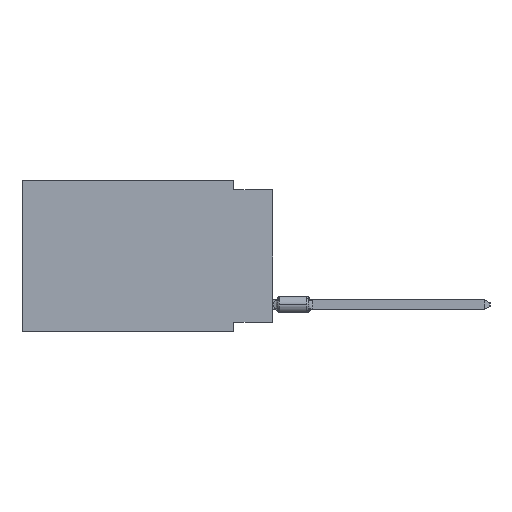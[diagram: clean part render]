
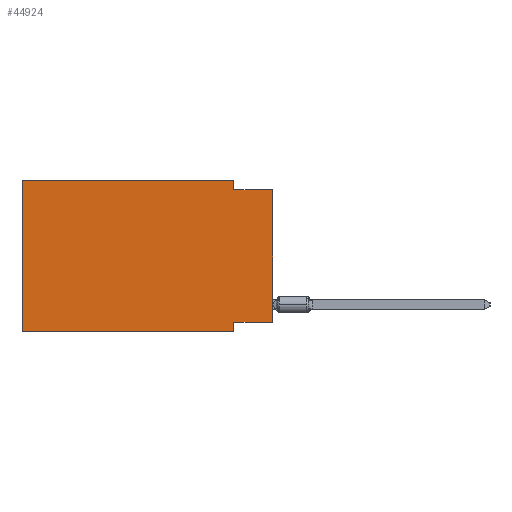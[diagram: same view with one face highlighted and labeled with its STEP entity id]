
A CAD part, left-side view. The second image highlights one B-rep face of the part: STEP entity #44924.
In plain terms, the highlighted planar face has unit normal (-1, 0, 0).
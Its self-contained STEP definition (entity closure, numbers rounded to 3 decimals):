
#130 = DIRECTION ( 'NONE',  ( 0., 0., 1. ) ) ;
#634 = DIRECTION ( 'NONE',  ( 0., 0., -1. ) ) ;
#870 = VERTEX_POINT ( 'NONE', #51254 ) ;
#1383 = ORIENTED_EDGE ( 'NONE', *, *, #35929, .T. ) ;
#1512 = DIRECTION ( 'NONE',  ( 0., 0., 1. ) ) ;
#1910 = CARTESIAN_POINT ( 'NONE',  ( 0., 16.383, -9.906 ) ) ;
#3664 = EDGE_CURVE ( 'NONE', #44848, #870, #7100, .T. ) ;
#3866 = VECTOR ( 'NONE', #34933, 1000. ) ;
#4150 = LINE ( 'NONE', #39046, #3866 ) ;
#4673 = EDGE_CURVE ( 'NONE', #37716, #57276, #43735, .T. ) ;
#4770 = ORIENTED_EDGE ( 'NONE', *, *, #54598, .F. ) ;
#5018 = PLANE ( 'NONE',  #30507 ) ;
#5031 = CARTESIAN_POINT ( 'NONE',  ( 0., 0., 0. ) ) ;
#5294 = EDGE_CURVE ( 'NONE', #870, #37160, #4150, .T. ) ;
#6816 = CARTESIAN_POINT ( 'NONE',  ( 0., 0., -9.271 ) ) ;
#6836 = ORIENTED_EDGE ( 'NONE', *, *, #4673, .F. ) ;
#7100 = LINE ( 'NONE', #6816, #12188 ) ;
#8615 = LINE ( 'NONE', #53189, #29607 ) ;
#10263 = VERTEX_POINT ( 'NONE', #50387 ) ;
#11961 = VERTEX_POINT ( 'NONE', #48869 ) ;
#12188 = VECTOR ( 'NONE', #24420, 1000. ) ;
#13646 = ORIENTED_EDGE ( 'NONE', *, *, #46037, .T. ) ;
#14785 = DIRECTION ( 'NONE',  ( 0., -1., 0. ) ) ;
#18215 = CARTESIAN_POINT ( 'NONE',  ( 0., 2.54, 0. ) ) ;
#18711 = CARTESIAN_POINT ( 'NONE',  ( 0., 2.54, -9.906 ) ) ;
#18801 = DIRECTION ( 'NONE',  ( 0., 0., -1. ) ) ;
#19353 = VECTOR ( 'NONE', #1512, 1000. ) ;
#19544 = LINE ( 'NONE', #46249, #39133 ) ;
#22913 = CARTESIAN_POINT ( 'NONE',  ( 0., 16.383, 0. ) ) ;
#24413 = EDGE_CURVE ( 'NONE', #10263, #51286, #19544, .T. ) ;
#24420 = DIRECTION ( 'NONE',  ( 0., 1., 0. ) ) ;
#27877 = LINE ( 'NONE', #18215, #33439 ) ;
#29607 = VECTOR ( 'NONE', #130, 1000. ) ;
#30507 = AXIS2_PLACEMENT_3D ( 'NONE', #22913, #40789, #634 ) ;
#31096 = CARTESIAN_POINT ( 'NONE',  ( 0., 0., -0.635 ) ) ;
#31969 = CARTESIAN_POINT ( 'NONE',  ( 0., 2.54, -0.635 ) ) ;
#31977 = FACE_OUTER_BOUND ( 'NONE', #51766, .T. ) ;
#33019 = DIRECTION ( 'NONE',  ( 0., -1., 0. ) ) ;
#33439 = VECTOR ( 'NONE', #18801, 1000. ) ;
#34933 = DIRECTION ( 'NONE',  ( 0., 0., -1. ) ) ;
#35929 = EDGE_CURVE ( 'NONE', #11961, #37160, #54966, .T. ) ;
#37160 = VERTEX_POINT ( 'NONE', #18711 ) ;
#37716 = VERTEX_POINT ( 'NONE', #31969 ) ;
#38593 = VECTOR ( 'NONE', #14785, 1000. ) ;
#39046 = CARTESIAN_POINT ( 'NONE',  ( 0., 2.54, -9.906 ) ) ;
#39129 = CARTESIAN_POINT ( 'NONE',  ( 0., 0., -0.635 ) ) ;
#39133 = VECTOR ( 'NONE', #33019, 1000. ) ;
#40628 = ORIENTED_EDGE ( 'NONE', *, *, #45511, .F. ) ;
#40789 = DIRECTION ( 'NONE',  ( 1., 0., 0. ) ) ;
#42261 = VECTOR ( 'NONE', #47864, 1000. ) ;
#42544 = ORIENTED_EDGE ( 'NONE', *, *, #24413, .F. ) ;
#43735 = LINE ( 'NONE', #31096, #42261 ) ;
#44848 = VERTEX_POINT ( 'NONE', #49600 ) ;
#44924 = ADVANCED_FACE ( 'NONE', ( #31977 ), #5018, .F. ) ;
#45511 = EDGE_CURVE ( 'NONE', #11961, #10263, #8615, .T. ) ;
#46037 = EDGE_CURVE ( 'NONE', #44848, #57276, #51049, .T. ) ;
#46249 = CARTESIAN_POINT ( 'NONE',  ( 0., 16.383, 0. ) ) ;
#47864 = DIRECTION ( 'NONE',  ( 0., -1., 0. ) ) ;
#48869 = CARTESIAN_POINT ( 'NONE',  ( 0., 16.383, -9.906 ) ) ;
#49600 = CARTESIAN_POINT ( 'NONE',  ( 0., 0., -9.271 ) ) ;
#50387 = CARTESIAN_POINT ( 'NONE',  ( 0., 16.383, 0. ) ) ;
#51049 = LINE ( 'NONE', #5031, #19353 ) ;
#51246 = ORIENTED_EDGE ( 'NONE', *, *, #5294, .F. ) ;
#51254 = CARTESIAN_POINT ( 'NONE',  ( 0., 2.54, -9.271 ) ) ;
#51286 = VERTEX_POINT ( 'NONE', #56480 ) ;
#51766 = EDGE_LOOP ( 'NONE', ( #13646, #6836, #4770, #42544, #40628, #1383, #51246, #54820 ) ) ;
#53189 = CARTESIAN_POINT ( 'NONE',  ( 0., 16.383, 0. ) ) ;
#54598 = EDGE_CURVE ( 'NONE', #51286, #37716, #27877, .T. ) ;
#54820 = ORIENTED_EDGE ( 'NONE', *, *, #3664, .F. ) ;
#54966 = LINE ( 'NONE', #1910, #38593 ) ;
#56480 = CARTESIAN_POINT ( 'NONE',  ( 0., 2.54, 0. ) ) ;
#57276 = VERTEX_POINT ( 'NONE', #39129 ) ;
